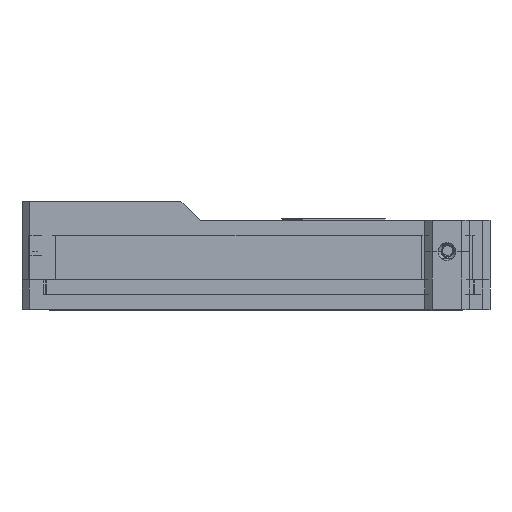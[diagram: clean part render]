
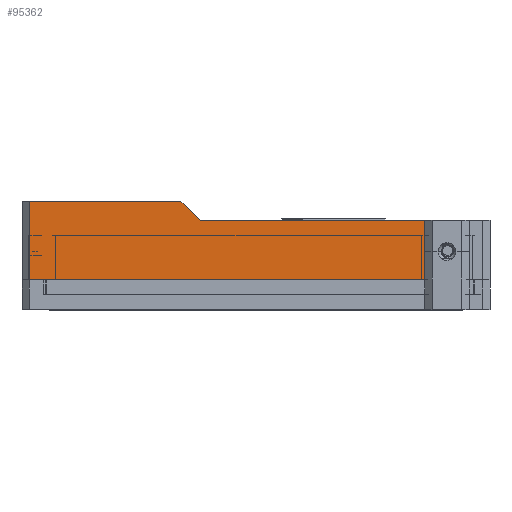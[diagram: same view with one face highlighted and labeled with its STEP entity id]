
A CAD part, front view. The second image highlights one B-rep face of the part: STEP entity #95362.
In plain terms, the highlighted planar face has unit normal (0, -1, 0).
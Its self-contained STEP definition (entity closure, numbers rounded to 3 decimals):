
#4240=PLANE('',#103268);
#9092=FACE_OUTER_BOUND('',#14186,.T.);
#14186=EDGE_LOOP('',(#88682,#88683,#88684,#88685,#88686,#88687,#88688,#88689));
#24707=LINE('',#158038,#35485);
#24781=LINE('',#158229,#35559);
#24806=LINE('',#158287,#35584);
#24821=LINE('',#158332,#35599);
#24833=LINE('',#158355,#35611);
#24876=LINE('',#158464,#35654);
#24888=LINE('',#158498,#35666);
#24904=LINE('',#158533,#35682);
#35485=VECTOR('',#128955,10.);
#35559=VECTOR('',#129083,1000.);
#35584=VECTOR('',#129130,1000.);
#35599=VECTOR('',#129175,1000.);
#35611=VECTOR('',#129209,1000.);
#35654=VECTOR('',#129344,1000.);
#35666=VECTOR('',#129372,1000.);
#35682=VECTOR('',#129414,1000.);
#47507=VERTEX_POINT('',#158035);
#47508=VERTEX_POINT('',#158037);
#47597=VERTEX_POINT('',#158226);
#47598=VERTEX_POINT('',#158228);
#47619=VERTEX_POINT('',#158284);
#47620=VERTEX_POINT('',#158286);
#47654=VERTEX_POINT('',#158462);
#47655=VERTEX_POINT('',#158463);
#61129=EDGE_CURVE('',#47507,#47508,#24707,.T.);
#61223=EDGE_CURVE('',#47598,#47597,#24781,.T.);
#61254=EDGE_CURVE('',#47620,#47619,#24806,.T.);
#61277=EDGE_CURVE('',#47619,#47598,#24821,.T.);
#61291=EDGE_CURVE('',#47508,#47597,#24833,.T.);
#61339=EDGE_CURVE('',#47654,#47655,#24876,.T.);
#61357=EDGE_CURVE('',#47507,#47655,#24888,.T.);
#61375=EDGE_CURVE('',#47654,#47620,#24904,.T.);
#88682=ORIENTED_EDGE('',*,*,#61357,.T.);
#88683=ORIENTED_EDGE('',*,*,#61339,.F.);
#88684=ORIENTED_EDGE('',*,*,#61375,.T.);
#88685=ORIENTED_EDGE('',*,*,#61254,.T.);
#88686=ORIENTED_EDGE('',*,*,#61277,.T.);
#88687=ORIENTED_EDGE('',*,*,#61223,.T.);
#88688=ORIENTED_EDGE('',*,*,#61291,.F.);
#88689=ORIENTED_EDGE('',*,*,#61129,.F.);
#95362=ADVANCED_FACE('',(#9092),#4240,.F.);
#103268=AXIS2_PLACEMENT_3D('',#158532,#129412,#129413);
#128955=DIRECTION('',(1.,0.,0.));
#129083=DIRECTION('',(1.,0.,0.));
#129130=DIRECTION('',(1.,0.,0.));
#129175=DIRECTION('',(0.,0.,1.));
#129209=DIRECTION('',(0.,0.,-1.));
#129344=DIRECTION('',(1.,0.,0.));
#129372=DIRECTION('',(-0.707,0.,0.707));
#129412=DIRECTION('center_axis',(0.,1.,0.));
#129413=DIRECTION('ref_axis',(1.,0.,0.));
#129414=DIRECTION('',(0.,0.,-1.));
#158035=CARTESIAN_POINT('',(12.,0.,4.));
#158037=CARTESIAN_POINT('',(27.1,0.,4.));
#158038=CARTESIAN_POINT('',(7.875,0.,4.));
#158226=CARTESIAN_POINT('',(27.1,0.,1.9));
#158228=CARTESIAN_POINT('',(27.075,0.,1.9));
#158229=CARTESIAN_POINT('',(30.125,0.,1.9));
#158284=CARTESIAN_POINT('',(27.075,0.,0.));
#158286=CARTESIAN_POINT('',(0.5,0.,0.));
#158287=CARTESIAN_POINT('',(0.,0.,0.));
#158332=CARTESIAN_POINT('',(27.075,0.,0.));
#158355=CARTESIAN_POINT('',(27.1,0.,4.));
#158462=CARTESIAN_POINT('',(0.5,0.,5.3));
#158463=CARTESIAN_POINT('',(10.7,0.,5.3));
#158464=CARTESIAN_POINT('',(0.,0.,5.3));
#158498=CARTESIAN_POINT('',(12.,0.,4.));
#158532=CARTESIAN_POINT('Origin',(0.,0.,5.3));
#158533=CARTESIAN_POINT('',(0.5,0.,5.3));
